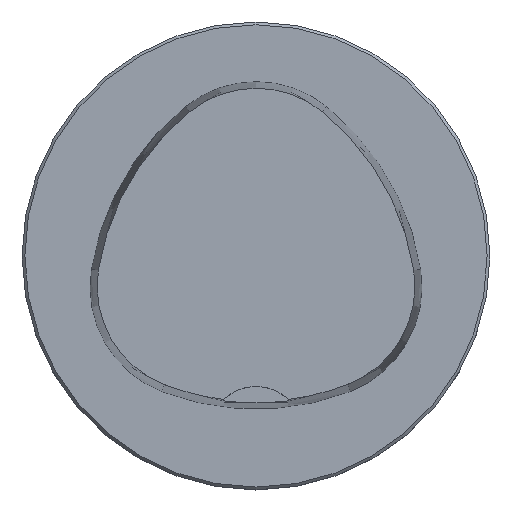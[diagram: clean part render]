
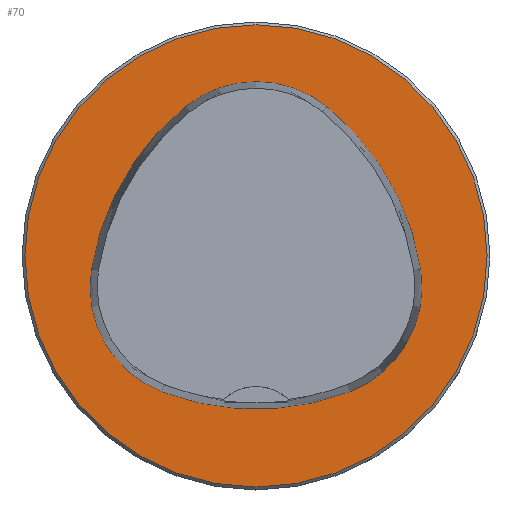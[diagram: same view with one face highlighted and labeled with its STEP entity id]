
A CAD part, top view. The second image highlights one B-rep face of the part: STEP entity #70.
In plain terms, the highlighted planar face has unit normal (0, 0, 1).
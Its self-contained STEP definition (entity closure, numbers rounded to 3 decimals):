
#70=ADVANCED_FACE('',(#92,#93),#87,.T.);
#87=PLANE('',#277);
#92=FACE_BOUND('',#106,.T.);
#93=FACE_BOUND('',#107,.T.);
#106=EDGE_LOOP('',(#130));
#107=EDGE_LOOP('',(#131,#132,#133,#134,#135,#136));
#130=ORIENTED_EDGE('',*,*,#215,.T.);
#131=ORIENTED_EDGE('',*,*,#216,.T.);
#132=ORIENTED_EDGE('',*,*,#217,.T.);
#133=ORIENTED_EDGE('',*,*,#218,.T.);
#134=ORIENTED_EDGE('',*,*,#219,.T.);
#135=ORIENTED_EDGE('',*,*,#220,.T.);
#136=ORIENTED_EDGE('',*,*,#221,.T.);
#192=VERTEX_POINT('',#400);
#193=VERTEX_POINT('',#402);
#194=VERTEX_POINT('',#403);
#195=VERTEX_POINT('',#405);
#196=VERTEX_POINT('',#407);
#197=VERTEX_POINT('',#409);
#198=VERTEX_POINT('',#411);
#215=EDGE_CURVE('',#192,#192,#246,.T.);
#216=EDGE_CURVE('',#193,#194,#247,.T.);
#217=EDGE_CURVE('',#194,#195,#248,.T.);
#218=EDGE_CURVE('',#195,#196,#249,.T.);
#219=EDGE_CURVE('',#196,#197,#250,.T.);
#220=EDGE_CURVE('',#197,#198,#251,.T.);
#221=EDGE_CURVE('',#198,#193,#252,.T.);
#246=CIRCLE('',#270,24.7);
#247=CIRCLE('',#271,28.0);
#248=CIRCLE('',#272,12.0);
#249=CIRCLE('',#273,28.0);
#250=CIRCLE('',#274,12.0);
#251=CIRCLE('',#275,28.0);
#252=CIRCLE('',#276,12.0);
#270=AXIS2_PLACEMENT_3D('',#399,#312,#313);
#271=AXIS2_PLACEMENT_3D('',#401,#314,#315);
#272=AXIS2_PLACEMENT_3D('',#404,#316,#317);
#273=AXIS2_PLACEMENT_3D('',#406,#318,#319);
#274=AXIS2_PLACEMENT_3D('',#408,#320,#321);
#275=AXIS2_PLACEMENT_3D('',#410,#322,#323);
#276=AXIS2_PLACEMENT_3D('',#412,#324,#325);
#277=AXIS2_PLACEMENT_3D('',#413,#326,#327);
#312=DIRECTION('',(0.0,0.0,1.0));
#313=DIRECTION('',(1.0,0.0,0.0));
#314=DIRECTION('',(0.0,0.0,-1.0));
#315=DIRECTION('',(-1.0,0.0,0.0));
#316=DIRECTION('',(0.0,0.0,-1.0));
#317=DIRECTION('',(-1.0,0.0,0.0));
#318=DIRECTION('',(0.0,0.0,-1.0));
#319=DIRECTION('',(-1.0,0.0,0.0));
#320=DIRECTION('',(0.0,0.0,-1.0));
#321=DIRECTION('',(-1.0,0.0,0.0));
#322=DIRECTION('',(0.0,0.0,-1.0));
#323=DIRECTION('',(-1.0,0.0,0.0));
#324=DIRECTION('',(0.0,0.0,-1.0));
#325=DIRECTION('',(-1.0,0.0,0.0));
#326=DIRECTION('',(0.0,0.0,1.0));
#327=DIRECTION('',(1.0,0.0,0.0));
#399=CARTESIAN_POINT('',(0.0,0.0,0.));
#400=CARTESIAN_POINT('',(24.7,0.0,0.));
#401=CARTESIAN_POINT('',(-10.063,-5.81,0.0));
#402=CARTESIAN_POINT('',(7.567,15.942,0.0));
#403=CARTESIAN_POINT('',(17.59,-1.418,0.));
#404=CARTESIAN_POINT('',(5.739,-3.3,0.0));
#405=CARTESIAN_POINT('',(10.05,-14.499,0.));
#406=CARTESIAN_POINT('',(-0.01,11.631,0.0));
#407=CARTESIAN_POINT('',(-10.025,-14.516,0.0));
#408=CARTESIAN_POINT('',(-5.733,-3.31,0.0));
#409=CARTESIAN_POINT('',(-17.584,-1.424,0.0));
#410=CARTESIAN_POINT('',(10.068,-5.824,0.0));
#411=CARTESIAN_POINT('',(-7.531,15.953,0.0));
#412=CARTESIAN_POINT('',(0.011,6.62,0.0));
#413=CARTESIAN_POINT('',(0.0,-16.369,0.));
